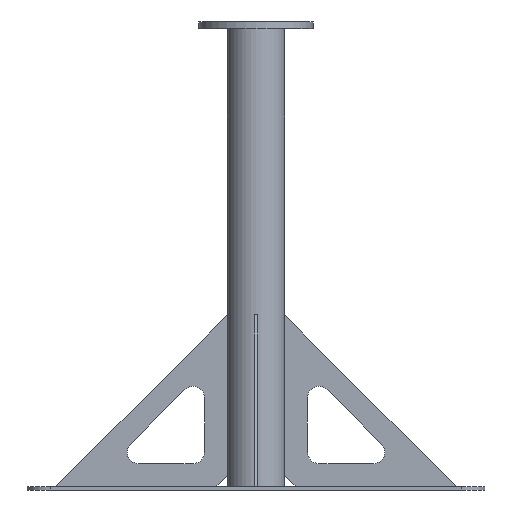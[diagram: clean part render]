
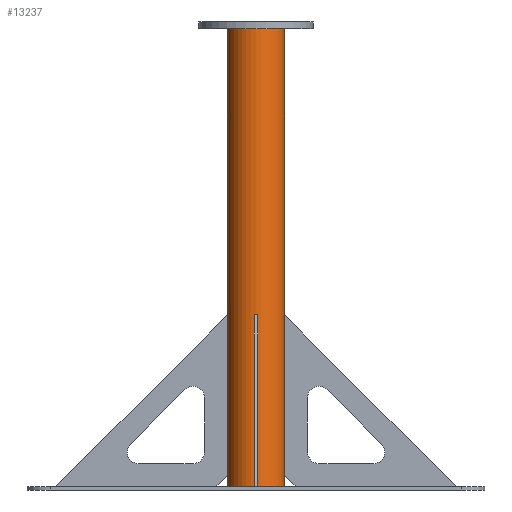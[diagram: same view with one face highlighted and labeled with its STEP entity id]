
A CAD part, front view. The second image highlights one B-rep face of the part: STEP entity #13237.
In plain terms, the highlighted cylindrical face has radius 25 mm (diameter 50 mm), a partial arc.
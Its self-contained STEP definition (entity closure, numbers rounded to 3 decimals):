
#323 = CARTESIAN_POINT ( 'NONE',  ( 0., 0., 400. ) ) ;
#394 = EDGE_CURVE ( 'NONE', #10918, #12987, #20043, .T. ) ;
#851 = EDGE_LOOP ( 'NONE', ( #2571, #18220, #14253, #3506 ) ) ;
#1276 = LINE ( 'NONE', #14442, #4678 ) ;
#2200 = CARTESIAN_POINT ( 'NONE',  ( 0., 0., 0. ) ) ;
#2252 = CYLINDRICAL_SURFACE ( 'NONE', #4352, 25. ) ;
#2571 = ORIENTED_EDGE ( 'NONE', *, *, #11027, .F. ) ;
#3187 = DIRECTION ( 'NONE',  ( -1., 0., 0. ) ) ;
#3506 = ORIENTED_EDGE ( 'NONE', *, *, #6737, .T. ) ;
#3890 = DIRECTION ( 'NONE',  ( 1., 0., 0. ) ) ;
#4118 = CARTESIAN_POINT ( 'NONE',  ( -25., 0., 400. ) ) ;
#4352 = AXIS2_PLACEMENT_3D ( 'NONE', #9848, #18275, #3187 ) ;
#4678 = VECTOR ( 'NONE', #11144, 1000. ) ;
#5295 = DIRECTION ( 'NONE',  ( 1., 0., 0. ) ) ;
#5519 = AXIS2_PLACEMENT_3D ( 'NONE', #2200, #13942, #3890 ) ;
#6737 = EDGE_CURVE ( 'NONE', #18881, #20166, #16256, .T. ) ;
#6986 = DIRECTION ( 'NONE',  ( 0., 0., 1. ) ) ;
#7571 = LINE ( 'NONE', #19386, #17027 ) ;
#8105 = EDGE_CURVE ( 'NONE', #10918, #18881, #7571, .T. ) ;
#8864 = CARTESIAN_POINT ( 'NONE',  ( 25., 0., 0. ) ) ;
#9848 = CARTESIAN_POINT ( 'NONE',  ( 0., 0., 400. ) ) ;
#10918 = VERTEX_POINT ( 'NONE', #4118 ) ;
#11027 = EDGE_CURVE ( 'NONE', #12987, #20166, #1276, .T. ) ;
#11144 = DIRECTION ( 'NONE',  ( 0., 0., -1. ) ) ;
#12615 = CARTESIAN_POINT ( 'NONE',  ( 25., 0., 400. ) ) ;
#12987 = VERTEX_POINT ( 'NONE', #12615 ) ;
#13084 = CARTESIAN_POINT ( 'NONE',  ( -25., 0., 0. ) ) ;
#13237 = ADVANCED_FACE ( 'NONE', ( #20137 ), #2252, .T. ) ;
#13942 = DIRECTION ( 'NONE',  ( 0., 0., 1. ) ) ;
#14253 = ORIENTED_EDGE ( 'NONE', *, *, #8105, .T. ) ;
#14442 = CARTESIAN_POINT ( 'NONE',  ( 25., 0., 400. ) ) ;
#15900 = DIRECTION ( 'NONE',  ( 0., 0., -1. ) ) ;
#16256 = CIRCLE ( 'NONE', #5519, 25. ) ;
#17027 = VECTOR ( 'NONE', #15900, 1000. ) ;
#18220 = ORIENTED_EDGE ( 'NONE', *, *, #394, .F. ) ;
#18275 = DIRECTION ( 'NONE',  ( 0., 0., -1. ) ) ;
#18881 = VERTEX_POINT ( 'NONE', #13084 ) ;
#19386 = CARTESIAN_POINT ( 'NONE',  ( -25., 0., 400. ) ) ;
#20043 = CIRCLE ( 'NONE', #21271, 25. ) ;
#20137 = FACE_OUTER_BOUND ( 'NONE', #851, .T. ) ;
#20166 = VERTEX_POINT ( 'NONE', #8864 ) ;
#21271 = AXIS2_PLACEMENT_3D ( 'NONE', #323, #6986, #5295 ) ;
